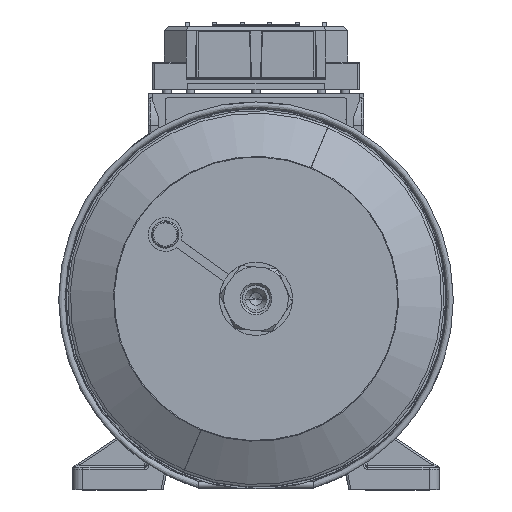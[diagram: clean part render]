
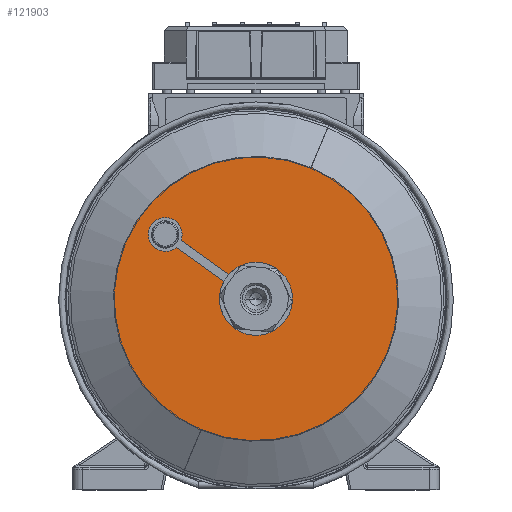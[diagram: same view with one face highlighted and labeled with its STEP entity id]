
A CAD part, top view. The second image highlights one B-rep face of the part: STEP entity #121903.
In plain terms, the highlighted face is planar.
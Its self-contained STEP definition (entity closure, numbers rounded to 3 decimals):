
#3893 = CIRCLE ( 'NONE', #84254, 13.5 ) ;
#11701 = DIRECTION ( 'NONE',  ( 0., 0., 1. ) ) ;
#12360 = DIRECTION ( 'NONE',  ( 0., 0., -1. ) ) ;
#14051 = EDGE_LOOP ( 'NONE', ( #17618, #56129 ) ) ;
#16353 = EDGE_CURVE ( 'NONE', #24102, #115688, #64718, .T. ) ;
#17618 = ORIENTED_EDGE ( 'NONE', *, *, #43501, .F. ) ;
#23253 = DIRECTION ( 'NONE',  ( 0., 0., 1. ) ) ;
#24102 = VERTEX_POINT ( 'NONE', #101470 ) ;
#27896 = CARTESIAN_POINT ( 'NONE',  ( 0., 0., 67.5 ) ) ;
#33214 = CARTESIAN_POINT ( 'NONE',  ( 0., 0., 0. ) ) ;
#34358 = CARTESIAN_POINT ( 'NONE',  ( 0., 0., 0. ) ) ;
#35324 = DIRECTION ( 'NONE',  ( 0., 1., 0. ) ) ;
#43501 = EDGE_CURVE ( 'NONE', #115688, #24102, #67835, .T. ) ;
#46188 = DIRECTION ( 'NONE',  ( 0., 1., 0. ) ) ;
#50133 = ORIENTED_EDGE ( 'NONE', *, *, #137179, .T. ) ;
#52952 = FACE_BOUND ( 'NONE', #119755, .T. ) ;
#54756 = VERTEX_POINT ( 'NONE', #127993 ) ;
#55342 = DIRECTION ( 'NONE',  ( 0., 0., 1. ) ) ;
#56120 = CARTESIAN_POINT ( 'NONE',  ( -13.5, 0., 0. ) ) ;
#56129 = ORIENTED_EDGE ( 'NONE', *, *, #16353, .F. ) ;
#64718 = CIRCLE ( 'NONE', #110281, 67.5 ) ;
#65273 = EDGE_CURVE ( 'NONE', #54756, #103558, #3893, .T. ) ;
#67354 = AXIS2_PLACEMENT_3D ( 'NONE', #34358, #35324, #100740 ) ;
#67835 = CIRCLE ( 'NONE', #78554, 67.5 ) ;
#77235 = CIRCLE ( 'NONE', #67354, 13.5 ) ;
#78554 = AXIS2_PLACEMENT_3D ( 'NONE', #89092, #123171, #23253 ) ;
#79641 = DIRECTION ( 'NONE',  ( 0., -1., 0. ) ) ;
#84254 = AXIS2_PLACEMENT_3D ( 'NONE', #112158, #122700, #11701 ) ;
#89092 = CARTESIAN_POINT ( 'NONE',  ( 0., 0., 0. ) ) ;
#96150 = FACE_OUTER_BOUND ( 'NONE', #14051, .T. ) ;
#99884 = PLANE ( 'NONE',  #109030 ) ;
#100740 = DIRECTION ( 'NONE',  ( 0., 0., 1. ) ) ;
#101470 = CARTESIAN_POINT ( 'NONE',  ( 0., 0., -67.5 ) ) ;
#103558 = VERTEX_POINT ( 'NONE', #130347 ) ;
#109030 = AXIS2_PLACEMENT_3D ( 'NONE', #56120, #79641, #12360 ) ;
#110281 = AXIS2_PLACEMENT_3D ( 'NONE', #33214, #46188, #55342 ) ;
#112158 = CARTESIAN_POINT ( 'NONE',  ( 0., 0., 0. ) ) ;
#115688 = VERTEX_POINT ( 'NONE', #27896 ) ;
#119755 = EDGE_LOOP ( 'NONE', ( #50133, #121599 ) ) ;
#121599 = ORIENTED_EDGE ( 'NONE', *, *, #65273, .T. ) ;
#121903 = ADVANCED_FACE ( 'NONE', ( #96150, #52952 ), #99884, .T. ) ;
#122700 = DIRECTION ( 'NONE',  ( 0., 1., 0. ) ) ;
#123171 = DIRECTION ( 'NONE',  ( 0., 1., 0. ) ) ;
#127993 = CARTESIAN_POINT ( 'NONE',  ( 0., 0., -13.5 ) ) ;
#130347 = CARTESIAN_POINT ( 'NONE',  ( 0., 0., 13.5 ) ) ;
#137179 = EDGE_CURVE ( 'NONE', #103558, #54756, #77235, .T. ) ;
